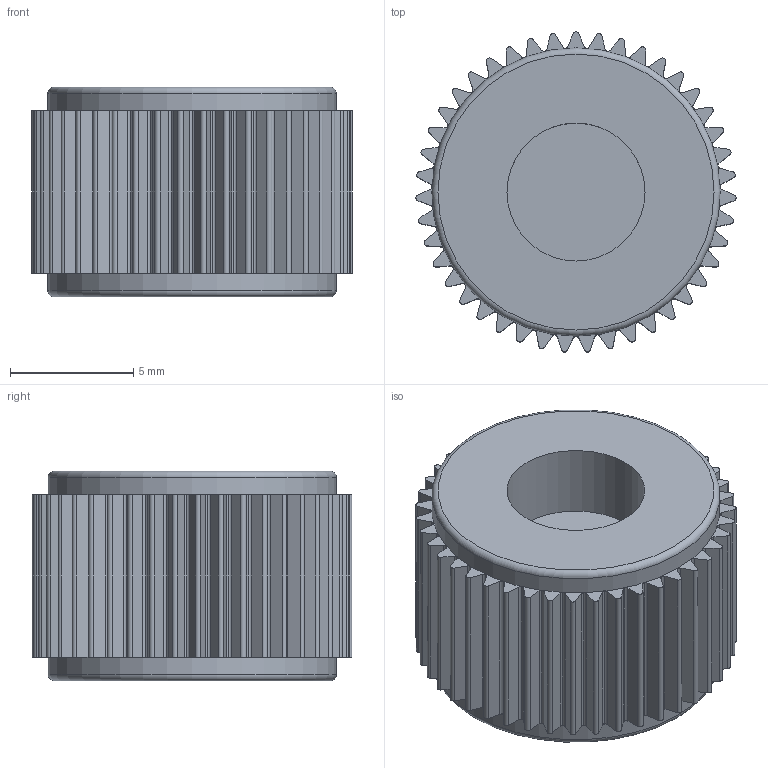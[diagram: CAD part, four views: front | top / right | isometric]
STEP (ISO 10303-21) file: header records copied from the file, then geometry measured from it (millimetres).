
FILE_DESCRIPTION(/* description */ (''),/* implementation_level */ '2;1');
FILE_NAME(/* name */ 'antenna_part_3 v2.step',/* time_stamp */ '2023-07-05T08:15:11+03:00',/* author */ (''),/* organization */ (''),/* preprocessor_version */ 'ST-DEVELOPER v19.2',/* originating_system */ 'Autodesk Translation Framework v12.6.0.85',/* authorisation */ '');
FILE_SCHEMA (('AUTOMOTIVE_DESIGN { 1 0 10303 214 3 1 1 }'));
Length unit declared in the file: millimetre
Products named in the file (1): antenna_part_3
Bounding box: 12.99 x 12.98 x 8.5 mm (x, y, z)
Volume: 920.1 mm3; surface area: 826.9 mm2
Topology: 1 solids, 1 shells, 225 faces, 659 edges, 439 vertices
Faces by surface type: cylinder 132, plane 91, torus 2
Full cylindrical faces by diameter (mm): 5.6 x1, 11.7 x2
Entity records: 7614 total; most frequent: DIRECTION 1380, CARTESIAN_POINT 1324, ORIENTED_EDGE 1318, EDGE_CURVE 659, AXIS2_PLACEMENT_3D 495, VERTEX_POINT 439, LINE 390, VECTOR 390
